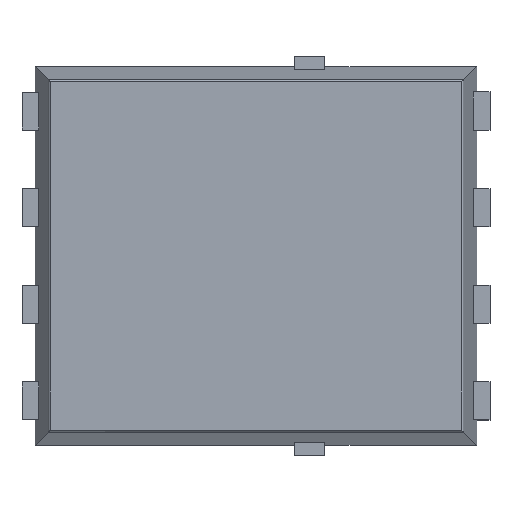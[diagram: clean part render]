
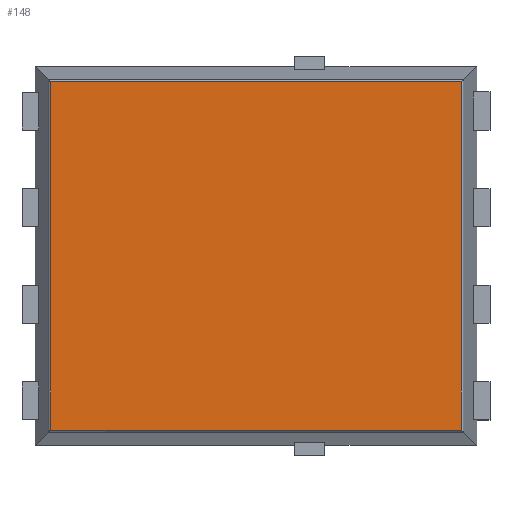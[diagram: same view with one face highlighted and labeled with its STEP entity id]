
A CAD part, top view. The second image highlights one B-rep face of the part: STEP entity #148.
In plain terms, the highlighted planar face has unit normal (0, 0, 1).
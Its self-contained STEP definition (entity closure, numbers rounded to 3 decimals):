
#148=ADVANCED_FACE('',(#328),#240,.T.);
#240=PLANE('',#1841);
#328=FACE_OUTER_BOUND('',#420,.T.);
#420=EDGE_LOOP('',(#716,#717,#718,#719));
#716=ORIENTED_EDGE('',*,*,#1231,.T.);
#717=ORIENTED_EDGE('',*,*,#1232,.T.);
#718=ORIENTED_EDGE('',*,*,#1233,.T.);
#719=ORIENTED_EDGE('',*,*,#1234,.T.);
#1034=VERTEX_POINT('',#2610);
#1035=VERTEX_POINT('',#2611);
#1036=VERTEX_POINT('',#2613);
#1037=VERTEX_POINT('',#2615);
#1231=EDGE_CURVE('',#1034,#1035,#1467,.T.);
#1232=EDGE_CURVE('',#1035,#1036,#1468,.T.);
#1233=EDGE_CURVE('',#1036,#1037,#1469,.T.);
#1234=EDGE_CURVE('',#1037,#1034,#1470,.T.);
#1467=LINE('',#2609,#1699);
#1468=LINE('',#2612,#1700);
#1469=LINE('',#2614,#1701);
#1470=LINE('',#2616,#1702);
#1699=VECTOR('',#2134,1.);
#1700=VECTOR('',#2135,1.);
#1701=VECTOR('',#2136,1.);
#1702=VECTOR('',#2137,1.);
#1841=AXIS2_PLACEMENT_3D('',#2617,#2138,#2139);
#2134=DIRECTION('',(0.,1.,0.));
#2135=DIRECTION('',(-1.,0.,0.));
#2136=DIRECTION('',(0.,-1.,0.));
#2137=DIRECTION('',(1.,0.,0.));
#2138=DIRECTION('',(0.,0.,1.));
#2139=DIRECTION('',(-1.,0.,0.));
#2609=CARTESIAN_POINT('',(2.613,2.025,0.6));
#2610=CARTESIAN_POINT('',(2.613,-0.264,0.6));
#2611=CARTESIAN_POINT('',(2.613,4.314,0.6));
#2612=CARTESIAN_POINT('',(-0.086,4.314,0.6));
#2613=CARTESIAN_POINT('',(-2.784,4.314,0.6));
#2614=CARTESIAN_POINT('',(-2.784,2.025,0.6));
#2615=CARTESIAN_POINT('',(-2.784,-0.264,0.6));
#2616=CARTESIAN_POINT('',(-0.086,-0.264,0.6));
#2617=CARTESIAN_POINT('',(-0.086,2.025,0.6));
